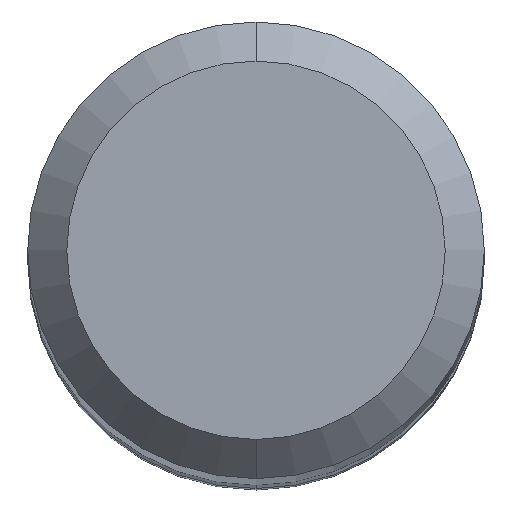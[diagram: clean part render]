
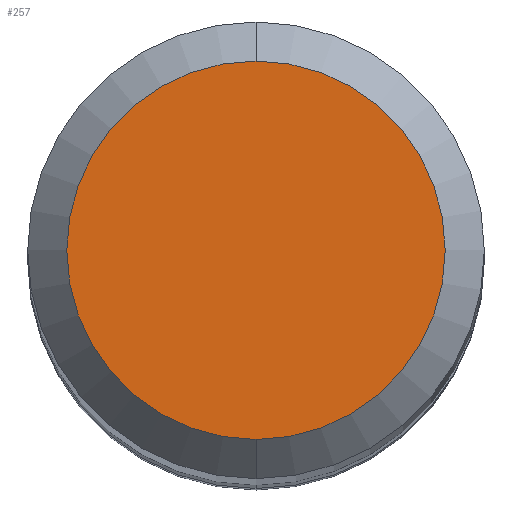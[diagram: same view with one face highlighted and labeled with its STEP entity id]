
A CAD part, top view. The second image highlights one B-rep face of the part: STEP entity #257.
In plain terms, the highlighted planar face has unit normal (0, 0, 1).
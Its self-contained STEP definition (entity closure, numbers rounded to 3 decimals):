
#257=ADVANCED_FACE('',(#649),#650,.T.);
#387=EDGE_CURVE('',#465,#467,#794,.T.);
#465=VERTEX_POINT('',#881);
#467=VERTEX_POINT('',#883);
#543=EDGE_CURVE('',#467,#465,#968,.T.);
#649=FACE_OUTER_BOUND('',#1084,.T.);
#650=PLANE('',#1085);
#794=CIRCLE('',#1357,1.45);
#881=CARTESIAN_POINT('',(0.0,1.45,0.0));
#883=CARTESIAN_POINT('',(0.,-1.45,0.0));
#968=CIRCLE('',#1650,1.45);
#1084=EDGE_LOOP('',(#1834,#1835));
#1085=AXIS2_PLACEMENT_3D('',#1836,#1837,#1838);
#1357=AXIS2_PLACEMENT_3D('',#1998,#1999,#2000);
#1650=AXIS2_PLACEMENT_3D('',#2213,#2214,#2215);
#1834=ORIENTED_EDGE('',*,*,#387,.F.);
#1835=ORIENTED_EDGE('',*,*,#543,.F.);
#1836=CARTESIAN_POINT('',(0.0,0.725,0.0));
#1837=DIRECTION('',(-0.0,0.0,1.0));
#1838=DIRECTION('',(0.0,-1.0,0.0));
#1998=CARTESIAN_POINT('',(0.0,0.0,0.0));
#1999=DIRECTION('',(0.0,0.0,-1.0));
#2000=DIRECTION('',(0.0,1.0,0.0));
#2213=CARTESIAN_POINT('',(0.0,0.0,0.0));
#2214=DIRECTION('',(0.0,0.0,-1.0));
#2215=DIRECTION('',(0.0,1.0,0.0));
